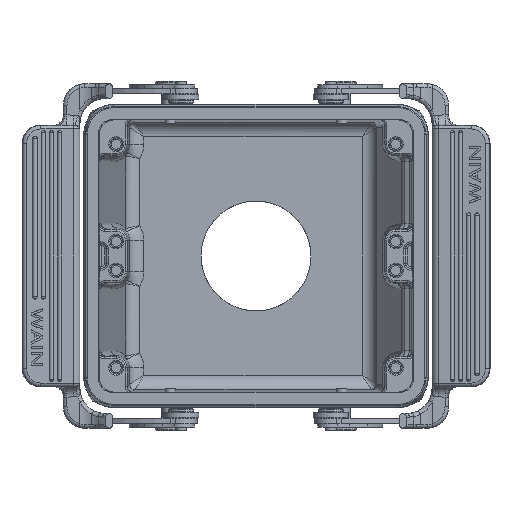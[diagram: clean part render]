
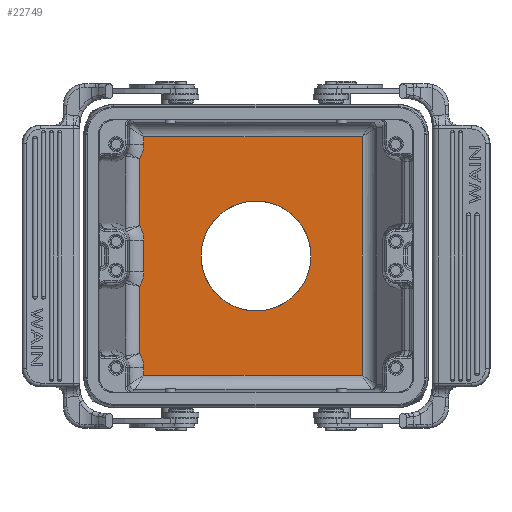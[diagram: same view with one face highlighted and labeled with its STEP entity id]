
A CAD part, front view. The second image highlights one B-rep face of the part: STEP entity #22749.
In plain terms, the highlighted planar face has unit normal (0, -1, 0).
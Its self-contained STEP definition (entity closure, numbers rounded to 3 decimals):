
#15369=LINE('',#67158,#17765);
#15412=LINE('',#67566,#17808);
#15413=LINE('',#67571,#17809);
#15414=LINE('',#67575,#17810);
#15415=LINE('',#67579,#17811);
#15416=LINE('',#67580,#17812);
#15417=LINE('',#67582,#17813);
#15418=LINE('',#67584,#17814);
#17765=VECTOR('',#51846,1.);
#17808=VECTOR('',#51971,1.);
#17809=VECTOR('',#51974,1.);
#17810=VECTOR('',#51977,1.);
#17811=VECTOR('',#51980,1.);
#17812=VECTOR('',#51981,1.);
#17813=VECTOR('',#51982,1.);
#17814=VECTOR('',#51983,1.);
#21568=PLANE('',#47031);
#22749=ADVANCED_FACE('NONE',(#25044,#25045),#21568,.F.);
#25044=FACE_BOUND('',#25992,.T.);
#25045=FACE_BOUND('',#25993,.T.);
#25992=EDGE_LOOP('',(#30277));
#25993=EDGE_LOOP('',(#30278,#30279,#30280,#30281,#30282,#30283,#30284,#30285,
#30286,#30287,#30288,#30289));
#30277=ORIENTED_EDGE('',*,*,#41317,.F.);
#30278=ORIENTED_EDGE('',*,*,#41477,.F.);
#30279=ORIENTED_EDGE('',*,*,#41478,.F.);
#30280=ORIENTED_EDGE('',*,*,#41479,.F.);
#30281=ORIENTED_EDGE('',*,*,#41480,.F.);
#30282=ORIENTED_EDGE('',*,*,#41481,.F.);
#30283=ORIENTED_EDGE('',*,*,#41482,.F.);
#30284=ORIENTED_EDGE('',*,*,#41483,.F.);
#30285=ORIENTED_EDGE('',*,*,#41394,.T.);
#30286=ORIENTED_EDGE('',*,*,#41484,.F.);
#30287=ORIENTED_EDGE('',*,*,#41485,.F.);
#30288=ORIENTED_EDGE('',*,*,#41486,.F.);
#30289=ORIENTED_EDGE('',*,*,#41487,.F.);
#37921=VERTEX_POINT('',#66928);
#37991=VERTEX_POINT('',#67159);
#37992=VERTEX_POINT('',#67160);
#38053=VERTEX_POINT('',#67567);
#38054=VERTEX_POINT('',#67568);
#38055=VERTEX_POINT('',#67570);
#38056=VERTEX_POINT('',#67572);
#38057=VERTEX_POINT('',#67574);
#38058=VERTEX_POINT('',#67576);
#38059=VERTEX_POINT('',#67578);
#38060=VERTEX_POINT('',#67581);
#38061=VERTEX_POINT('',#67583);
#38062=VERTEX_POINT('',#67585);
#41317=EDGE_CURVE('',#37921,#37921,#45075,.T.);
#41394=EDGE_CURVE('',#37991,#37992,#15369,.T.);
#41477=EDGE_CURVE('',#38053,#38054,#15412,.T.);
#41478=EDGE_CURVE('',#38055,#38053,#45130,.T.);
#41479=EDGE_CURVE('',#38056,#38055,#15413,.T.);
#41480=EDGE_CURVE('',#38057,#38056,#45131,.T.);
#41481=EDGE_CURVE('',#38058,#38057,#15414,.T.);
#41482=EDGE_CURVE('',#38059,#38058,#45132,.T.);
#41483=EDGE_CURVE('',#37991,#38059,#15415,.T.);
#41484=EDGE_CURVE('',#38060,#37992,#15416,.T.);
#41485=EDGE_CURVE('',#38061,#38060,#15417,.T.);
#41486=EDGE_CURVE('',#38062,#38061,#15418,.T.);
#41487=EDGE_CURVE('',#38054,#38062,#45133,.T.);
#45075=CIRCLE('',#46908,15.25);
#45130=CIRCLE('',#47027,7.646);
#45131=CIRCLE('',#47028,7.646);
#45132=CIRCLE('',#47029,7.646);
#45133=CIRCLE('',#47030,7.646);
#46908=AXIS2_PLACEMENT_3D('',#66927,#51666,#51667);
#47027=AXIS2_PLACEMENT_3D('',#67569,#51972,#51973);
#47028=AXIS2_PLACEMENT_3D('',#67573,#51975,#51976);
#47029=AXIS2_PLACEMENT_3D('',#67577,#51978,#51979);
#47030=AXIS2_PLACEMENT_3D('',#67586,#51984,#51985);
#47031=AXIS2_PLACEMENT_3D('',#67587,#51986,#51987);
#51666=DIRECTION('',(0.,-1.,0.));
#51667=DIRECTION('',(0.,0.,1.));
#51846=DIRECTION('',(1.,0.,0.));
#51971=DIRECTION('',(0.,0.,1.));
#51972=DIRECTION('',(0.,-1.,0.));
#51973=DIRECTION('',(0.,0.,1.));
#51974=DIRECTION('',(0.,0.,1.));
#51975=DIRECTION('',(0.,-1.,0.));
#51976=DIRECTION('',(0.,0.,1.));
#51977=DIRECTION('',(0.,0.,1.));
#51978=DIRECTION('',(0.,-1.,0.));
#51979=DIRECTION('',(0.,0.,1.));
#51980=DIRECTION('',(0.,0.,1.));
#51981=DIRECTION('',(0.,0.,-1.));
#51982=DIRECTION('',(1.,0.,0.));
#51983=DIRECTION('',(0.,0.,1.));
#51984=DIRECTION('',(0.,-1.,0.));
#51985=DIRECTION('',(0.,0.,1.));
#51986=DIRECTION('',(0.,1.,0.));
#51987=DIRECTION('',(0.,0.,1.));
#66927=CARTESIAN_POINT('',(0.,40.,0.));
#66928=CARTESIAN_POINT('',(0.,40.,15.25));
#67158=CARTESIAN_POINT('',(35.75,40.,-33.104));
#67159=CARTESIAN_POINT('',(-31.104,40.,-33.104));
#67160=CARTESIAN_POINT('',(29.448,40.,-33.104));
#67566=CARTESIAN_POINT('',(-32.225,40.,-37.75));
#67567=CARTESIAN_POINT('',(-32.225,40.,8.385));
#67568=CARTESIAN_POINT('',(-32.225,40.,27.015));
#67569=CARTESIAN_POINT('',(-38.75,40.,4.4));
#67570=CARTESIAN_POINT('',(-31.104,40.,4.4));
#67571=CARTESIAN_POINT('',(-31.104,40.,-37.75));
#67572=CARTESIAN_POINT('',(-31.104,40.,-4.4));
#67573=CARTESIAN_POINT('',(-38.75,40.,-4.4));
#67574=CARTESIAN_POINT('',(-32.225,40.,-8.385));
#67575=CARTESIAN_POINT('',(-32.225,40.,-37.75));
#67576=CARTESIAN_POINT('',(-32.225,40.,-27.015));
#67577=CARTESIAN_POINT('',(-38.75,40.,-31.));
#67578=CARTESIAN_POINT('',(-31.104,40.,-31.));
#67579=CARTESIAN_POINT('',(-31.104,40.,-37.75));
#67580=CARTESIAN_POINT('',(29.448,40.,-37.75));
#67581=CARTESIAN_POINT('',(29.448,40.,33.104));
#67582=CARTESIAN_POINT('',(32.925,40.,33.104));
#67583=CARTESIAN_POINT('',(-31.104,40.,33.104));
#67584=CARTESIAN_POINT('',(-31.104,40.,-37.75));
#67585=CARTESIAN_POINT('',(-31.104,40.,31.));
#67586=CARTESIAN_POINT('',(-38.75,40.,31.));
#67587=CARTESIAN_POINT('',(32.925,40.,-37.75));
